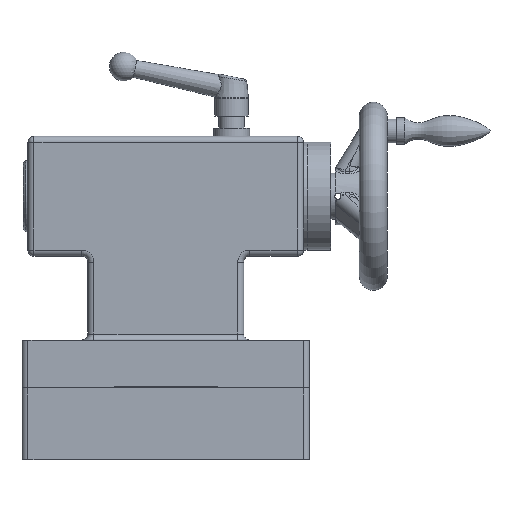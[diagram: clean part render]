
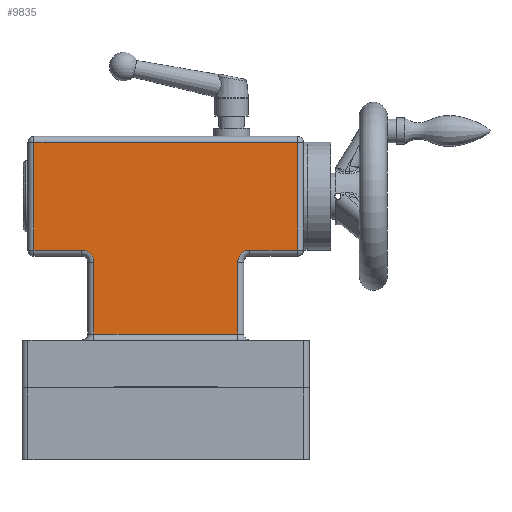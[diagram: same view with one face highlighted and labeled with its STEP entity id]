
A CAD part, left-side view. The second image highlights one B-rep face of the part: STEP entity #9835.
In plain terms, the highlighted planar face has unit normal (-1, 0, 0).
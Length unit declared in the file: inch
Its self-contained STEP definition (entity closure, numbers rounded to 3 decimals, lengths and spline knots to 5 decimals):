
#566=CIRCLE('',#10493,0.25);
#571=CIRCLE('',#10503,0.25);
#1776=FACE_OUTER_BOUND('',#2379,.T.);
#2379=EDGE_LOOP('',(#7953,#7954,#7955,#7956,#7957,#7958,#7959,#7960,#7961,
#7962));
#3151=LINE('',#16593,#3797);
#3154=LINE('',#16613,#3800);
#3158=LINE('',#16635,#3804);
#3162=LINE('',#16657,#3808);
#3168=LINE('',#16682,#3814);
#3172=LINE('',#16702,#3818);
#3178=LINE('',#16725,#3824);
#3180=LINE('',#16728,#3826);
#3797=VECTOR('',#11925,0.3937);
#3800=VECTOR('',#11950,0.3937);
#3804=VECTOR('',#11978,0.3937);
#3808=VECTOR('',#12004,0.3937);
#3814=VECTOR('',#12034,0.3937);
#3818=VECTOR('',#12058,0.3937);
#3824=VECTOR('',#12086,0.3937);
#3826=VECTOR('',#12090,0.3937);
#4496=VERTEX_POINT('',#16582);
#4497=VERTEX_POINT('',#16587);
#4503=VERTEX_POINT('',#16606);
#4504=VERTEX_POINT('',#16608);
#4507=VERTEX_POINT('',#16625);
#4508=VERTEX_POINT('',#16626);
#4517=VERTEX_POINT('',#16652);
#4522=VERTEX_POINT('',#16674);
#4530=VERTEX_POINT('',#16697);
#4536=VERTEX_POINT('',#16720);
#5687=EDGE_CURVE('',#4497,#4496,#3151,.T.);
#5694=EDGE_CURVE('',#4503,#4504,#566,.T.);
#5697=EDGE_CURVE('',#4496,#4503,#3154,.T.);
#5703=EDGE_CURVE('',#4507,#4508,#571,.T.);
#5708=EDGE_CURVE('',#4508,#4497,#3158,.T.);
#5719=EDGE_CURVE('',#4504,#4517,#3162,.T.);
#5732=EDGE_CURVE('',#4522,#4507,#3168,.T.);
#5742=EDGE_CURVE('',#4517,#4530,#3172,.T.);
#5754=EDGE_CURVE('',#4530,#4536,#3178,.T.);
#5756=EDGE_CURVE('',#4536,#4522,#3180,.T.);
#7953=ORIENTED_EDGE('',*,*,#5703,.F.);
#7954=ORIENTED_EDGE('',*,*,#5732,.F.);
#7955=ORIENTED_EDGE('',*,*,#5756,.F.);
#7956=ORIENTED_EDGE('',*,*,#5754,.F.);
#7957=ORIENTED_EDGE('',*,*,#5742,.F.);
#7958=ORIENTED_EDGE('',*,*,#5719,.F.);
#7959=ORIENTED_EDGE('',*,*,#5694,.F.);
#7960=ORIENTED_EDGE('',*,*,#5697,.F.);
#7961=ORIENTED_EDGE('',*,*,#5687,.F.);
#7962=ORIENTED_EDGE('',*,*,#5708,.F.);
#9475=PLANE('',#10570);
#9835=ADVANCED_FACE('',(#1776),#9475,.F.);
#10493=AXIS2_PLACEMENT_3D('',#16609,#11943,#11944);
#10503=AXIS2_PLACEMENT_3D('',#16627,#11967,#11968);
#10570=AXIS2_PLACEMENT_3D('',#16766,#12139,#12140);
#11925=DIRECTION('',(0.,1.,0.));
#11943=DIRECTION('center_axis',(-1.,0.,0.));
#11944=DIRECTION('ref_axis',(0.,-0.707,0.707));
#11950=DIRECTION('',(0.,0.,1.));
#11967=DIRECTION('center_axis',(-1.,0.,0.));
#11968=DIRECTION('ref_axis',(0.,0.707,0.707));
#11978=DIRECTION('',(0.,0.,-1.));
#12004=DIRECTION('',(0.,1.,0.));
#12034=DIRECTION('',(0.,1.,0.));
#12058=DIRECTION('',(0.,0.,1.));
#12086=DIRECTION('',(0.,-1.,0.));
#12090=DIRECTION('',(0.,0.,-1.));
#12139=DIRECTION('center_axis',(1.,0.,0.));
#12140=DIRECTION('ref_axis',(0.,-1.,0.));
#16582=CARTESIAN_POINT('',(-1.5,1.5,-4.125));
#16587=CARTESIAN_POINT('',(-1.5,-1.5,-4.125));
#16593=CARTESIAN_POINT('',(-1.5,-0.0625,-4.125));
#16606=CARTESIAN_POINT('',(-1.5,1.5,-2.625));
#16608=CARTESIAN_POINT('',(-1.5,1.75,-2.375));
#16609=CARTESIAN_POINT('Origin',(-1.5,1.75,-2.625));
#16613=CARTESIAN_POINT('',(-1.5,1.5,-1.25));
#16625=CARTESIAN_POINT('',(-1.5,-1.75,-2.375));
#16626=CARTESIAN_POINT('',(-1.5,-1.5,-2.625));
#16627=CARTESIAN_POINT('Origin',(-1.5,-1.75,-2.625));
#16635=CARTESIAN_POINT('',(-1.5,-1.5,-2.125));
#16652=CARTESIAN_POINT('',(-1.5,2.75,-2.375));
#16657=CARTESIAN_POINT('',(-1.5,2.875,-2.375));
#16674=CARTESIAN_POINT('',(-1.5,-2.75,-2.375));
#16682=CARTESIAN_POINT('',(-1.5,0.625,-2.375));
#16697=CARTESIAN_POINT('',(-1.5,2.75,-0.125));
#16702=CARTESIAN_POINT('',(-1.5,2.75,0.));
#16720=CARTESIAN_POINT('',(-1.5,-2.75,-0.125));
#16725=CARTESIAN_POINT('',(-1.5,0.,-0.125));
#16728=CARTESIAN_POINT('',(-1.5,-2.75,-1.25));
#16766=CARTESIAN_POINT('Origin',(-1.5,2.875,0.));
